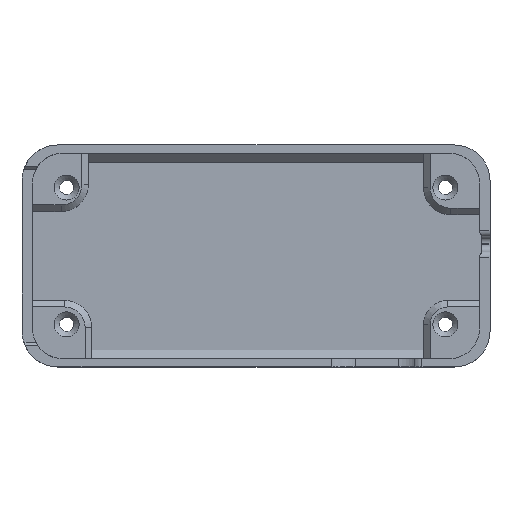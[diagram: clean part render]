
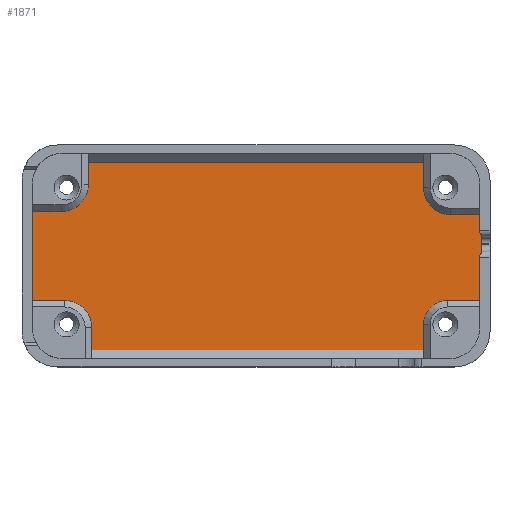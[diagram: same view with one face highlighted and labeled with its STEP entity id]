
A CAD part, top view. The second image highlights one B-rep face of the part: STEP entity #1871.
In plain terms, the highlighted planar face has unit normal (0, 0, 1).
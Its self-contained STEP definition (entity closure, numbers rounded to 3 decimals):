
#90=PLANE('',#2041);
#165=FACE_OUTER_BOUND('',#275,.T.);
#275=EDGE_LOOP('',(#1496,#1497,#1498,#1499,#1500,#1501,#1502,#1503,#1504,
#1505,#1506,#1507,#1508,#1509,#1510,#1511,#1512,#1513,#1514,#1515,#1516,
#1517,#1518));
#355=LINE('',#2794,#535);
#359=LINE('',#2802,#539);
#373=LINE('',#2839,#553);
#377=LINE('',#2847,#557);
#386=LINE('',#2866,#566);
#439=LINE('',#3069,#619);
#441=LINE('',#3079,#621);
#444=LINE('',#3087,#624);
#445=LINE('',#3089,#625);
#446=LINE('',#3095,#626);
#447=LINE('',#3098,#627);
#448=LINE('',#3103,#628);
#449=LINE('',#3105,#629);
#450=LINE('',#3107,#630);
#451=LINE('',#3109,#631);
#535=VECTOR('',#2215,10.);
#539=VECTOR('',#2221,10.);
#553=VECTOR('',#2247,10.);
#557=VECTOR('',#2253,10.);
#566=VECTOR('',#2266,10.);
#619=VECTOR('',#2427,10.);
#621=VECTOR('',#2439,10.);
#624=VECTOR('',#2446,10.);
#625=VECTOR('',#2447,10.);
#626=VECTOR('',#2452,10.);
#627=VECTOR('',#2455,10.);
#628=VECTOR('',#2460,10.);
#629=VECTOR('',#2461,10.);
#630=VECTOR('',#2462,10.);
#631=VECTOR('',#2463,10.);
#744=CIRCLE('',#2034,0.6);
#748=CIRCLE('',#2042,4.4);
#749=CIRCLE('',#2043,0.6);
#750=CIRCLE('',#2044,0.8);
#751=CIRCLE('',#2045,0.8);
#752=CIRCLE('',#2046,5.);
#753=CIRCLE('',#2047,5.);
#754=CIRCLE('',#2048,5.);
#811=VERTEX_POINT('',#2788);
#813=VERTEX_POINT('',#2792);
#816=VERTEX_POINT('',#2800);
#831=VERTEX_POINT('',#2833);
#833=VERTEX_POINT('',#2837);
#836=VERTEX_POINT('',#2845);
#844=VERTEX_POINT('',#2865);
#894=VERTEX_POINT('',#3053);
#895=VERTEX_POINT('',#3055);
#900=VERTEX_POINT('',#3067);
#903=VERTEX_POINT('',#3078);
#905=VERTEX_POINT('',#3084);
#906=VERTEX_POINT('',#3086);
#907=VERTEX_POINT('',#3088);
#908=VERTEX_POINT('',#3090);
#909=VERTEX_POINT('',#3092);
#910=VERTEX_POINT('',#3094);
#911=VERTEX_POINT('',#3097);
#912=VERTEX_POINT('',#3100);
#913=VERTEX_POINT('',#3102);
#914=VERTEX_POINT('',#3104);
#915=VERTEX_POINT('',#3106);
#916=VERTEX_POINT('',#3108);
#997=EDGE_CURVE('',#813,#811,#355,.T.);
#1001=EDGE_CURVE('',#813,#816,#359,.T.);
#1019=EDGE_CURVE('',#833,#831,#373,.T.);
#1023=EDGE_CURVE('',#833,#836,#377,.T.);
#1032=EDGE_CURVE('',#844,#811,#386,.T.);
#1111=EDGE_CURVE('',#894,#895,#744,.F.);
#1118=EDGE_CURVE('',#900,#894,#439,.T.);
#1123=EDGE_CURVE('',#903,#831,#441,.T.);
#1126=EDGE_CURVE('',#905,#816,#748,.F.);
#1127=EDGE_CURVE('',#905,#906,#444,.T.);
#1128=EDGE_CURVE('',#907,#906,#445,.T.);
#1129=EDGE_CURVE('',#908,#907,#749,.F.);
#1130=EDGE_CURVE('',#909,#908,#750,.T.);
#1131=EDGE_CURVE('',#910,#909,#446,.T.);
#1132=EDGE_CURVE('',#895,#910,#751,.T.);
#1133=EDGE_CURVE('',#900,#911,#447,.T.);
#1134=EDGE_CURVE('',#903,#911,#752,.F.);
#1135=EDGE_CURVE('',#912,#836,#753,.F.);
#1136=EDGE_CURVE('',#912,#913,#448,.T.);
#1137=EDGE_CURVE('',#914,#913,#449,.T.);
#1138=EDGE_CURVE('',#915,#914,#450,.T.);
#1139=EDGE_CURVE('',#915,#916,#451,.T.);
#1140=EDGE_CURVE('',#844,#916,#754,.F.);
#1496=ORIENTED_EDGE('',*,*,#997,.F.);
#1497=ORIENTED_EDGE('',*,*,#1001,.T.);
#1498=ORIENTED_EDGE('',*,*,#1126,.F.);
#1499=ORIENTED_EDGE('',*,*,#1127,.T.);
#1500=ORIENTED_EDGE('',*,*,#1128,.F.);
#1501=ORIENTED_EDGE('',*,*,#1129,.F.);
#1502=ORIENTED_EDGE('',*,*,#1130,.F.);
#1503=ORIENTED_EDGE('',*,*,#1131,.F.);
#1504=ORIENTED_EDGE('',*,*,#1132,.F.);
#1505=ORIENTED_EDGE('',*,*,#1111,.F.);
#1506=ORIENTED_EDGE('',*,*,#1118,.F.);
#1507=ORIENTED_EDGE('',*,*,#1133,.T.);
#1508=ORIENTED_EDGE('',*,*,#1134,.F.);
#1509=ORIENTED_EDGE('',*,*,#1123,.T.);
#1510=ORIENTED_EDGE('',*,*,#1019,.F.);
#1511=ORIENTED_EDGE('',*,*,#1023,.T.);
#1512=ORIENTED_EDGE('',*,*,#1135,.F.);
#1513=ORIENTED_EDGE('',*,*,#1136,.T.);
#1514=ORIENTED_EDGE('',*,*,#1137,.F.);
#1515=ORIENTED_EDGE('',*,*,#1138,.F.);
#1516=ORIENTED_EDGE('',*,*,#1139,.T.);
#1517=ORIENTED_EDGE('',*,*,#1140,.F.);
#1518=ORIENTED_EDGE('',*,*,#1032,.T.);
#1871=ADVANCED_FACE('',(#165),#90,.F.);
#2034=AXIS2_PLACEMENT_3D('',#3056,#2417,#2418);
#2041=AXIS2_PLACEMENT_3D('',#3083,#2442,#2443);
#2042=AXIS2_PLACEMENT_3D('',#3085,#2444,#2445);
#2043=AXIS2_PLACEMENT_3D('',#3091,#2448,#2449);
#2044=AXIS2_PLACEMENT_3D('',#3093,#2450,#2451);
#2045=AXIS2_PLACEMENT_3D('',#3096,#2453,#2454);
#2046=AXIS2_PLACEMENT_3D('',#3099,#2456,#2457);
#2047=AXIS2_PLACEMENT_3D('',#3101,#2458,#2459);
#2048=AXIS2_PLACEMENT_3D('',#3110,#2464,#2465);
#2215=DIRECTION('',(-1.,0.,0.));
#2221=DIRECTION('',(0.,1.,0.));
#2247=DIRECTION('',(1.,0.,0.));
#2253=DIRECTION('',(0.,-1.,0.));
#2266=DIRECTION('',(0.,-1.,0.));
#2417=DIRECTION('center_axis',(0.,0.,-1.));
#2418=DIRECTION('ref_axis',(-0.926,-0.378,0.));
#2427=DIRECTION('',(0.,-1.,0.));
#2439=DIRECTION('',(0.,1.,0.));
#2442=DIRECTION('center_axis',(0.,0.,-1.));
#2443=DIRECTION('ref_axis',(-1.,0.,0.));
#2444=DIRECTION('center_axis',(0.,0.,-1.));
#2445=DIRECTION('ref_axis',(-0.707,0.707,0.));
#2446=DIRECTION('',(1.,0.,0.));
#2447=DIRECTION('',(0.,-1.,0.));
#2448=DIRECTION('center_axis',(0.,0.,-1.));
#2449=DIRECTION('ref_axis',(-0.926,0.378,0.));
#2450=DIRECTION('center_axis',(0.,0.,-1.));
#2451=DIRECTION('ref_axis',(-1.,0.,0.));
#2452=DIRECTION('',(0.,-1.,0.));
#2453=DIRECTION('center_axis',(0.,0.,-1.));
#2454=DIRECTION('ref_axis',(1.,0.,0.));
#2455=DIRECTION('',(-1.,0.,0.));
#2456=DIRECTION('center_axis',(0.,0.,-1.));
#2457=DIRECTION('ref_axis',(-0.707,-0.707,0.));
#2458=DIRECTION('center_axis',(0.,0.,-1.));
#2459=DIRECTION('ref_axis',(0.707,-0.707,0.));
#2460=DIRECTION('',(-1.,0.,0.));
#2461=DIRECTION('',(0.,1.,0.));
#2462=DIRECTION('',(0.,1.,0.));
#2463=DIRECTION('',(1.,0.,0.));
#2464=DIRECTION('center_axis',(0.,0.,-1.));
#2465=DIRECTION('ref_axis',(0.707,0.707,0.));
#2788=CARTESIAN_POINT('',(109.502,-109.349,-31.943));
#2792=CARTESIAN_POINT('',(170.498,-109.349,-31.943));
#2794=CARTESIAN_POINT('',(178.374,-109.349,-31.943));
#2800=CARTESIAN_POINT('',(170.498,-104.648,-31.943));
#2802=CARTESIAN_POINT('',(170.498,-81.534,-31.943));
#2833=CARTESIAN_POINT('',(170.498,-74.8,-31.943));
#2837=CARTESIAN_POINT('',(108.902,-74.8,-31.943));
#2839=CARTESIAN_POINT('',(141.176,-74.8,-31.943));
#2845=CARTESIAN_POINT('',(108.902,-78.902,-31.943));
#2847=CARTESIAN_POINT('',(108.902,-100.409,-31.943));
#2865=CARTESIAN_POINT('',(109.502,-105.248,-31.943));
#2866=CARTESIAN_POINT('',(109.502,-100.409,-31.943));
#3053=CARTESIAN_POINT('',(180.8,-87.589,-31.943));
#3055=CARTESIAN_POINT('',(180.971,-88.009,-31.943));
#3056=CARTESIAN_POINT('Origin',(181.4,-87.589,-31.943));
#3067=CARTESIAN_POINT('',(180.8,-84.502,-31.943));
#3069=CARTESIAN_POINT('',(180.8,-84.385,-31.943));
#3078=CARTESIAN_POINT('',(170.498,-79.502,-31.943));
#3079=CARTESIAN_POINT('',(170.498,-81.534,-31.943));
#3083=CARTESIAN_POINT('Origin',(179.85,-89.869,-31.943));
#3084=CARTESIAN_POINT('',(174.898,-100.248,-31.943));
#3085=CARTESIAN_POINT('Origin',(174.898,-104.648,-31.943));
#3086=CARTESIAN_POINT('',(180.8,-100.248,-31.943));
#3087=CARTESIAN_POINT('',(180.325,-100.248,-31.943));
#3088=CARTESIAN_POINT('',(180.8,-92.149,-31.943));
#3089=CARTESIAN_POINT('',(180.8,-84.385,-31.943));
#3090=CARTESIAN_POINT('',(180.971,-91.729,-31.943));
#3091=CARTESIAN_POINT('Origin',(181.4,-92.149,-31.943));
#3092=CARTESIAN_POINT('',(181.2,-91.169,-31.943));
#3093=CARTESIAN_POINT('Origin',(180.4,-91.169,-31.943));
#3094=CARTESIAN_POINT('',(181.2,-88.569,-31.943));
#3095=CARTESIAN_POINT('',(181.2,-89.219,-31.943));
#3096=CARTESIAN_POINT('Origin',(180.4,-88.569,-31.943));
#3097=CARTESIAN_POINT('',(175.498,-84.502,-31.943));
#3098=CARTESIAN_POINT('',(139.225,-84.502,-31.943));
#3099=CARTESIAN_POINT('Origin',(175.498,-79.502,-31.943));
#3100=CARTESIAN_POINT('',(103.902,-83.902,-31.943));
#3101=CARTESIAN_POINT('Origin',(103.902,-78.902,-31.943));
#3102=CARTESIAN_POINT('',(98.6,-83.902,-31.943));
#3103=CARTESIAN_POINT('',(139.225,-83.902,-31.943));
#3104=CARTESIAN_POINT('',(98.6,-90.424,-31.943));
#3105=CARTESIAN_POINT('',(98.6,-90.146,-31.943));
#3106=CARTESIAN_POINT('',(98.6,-100.248,-31.943));
#3107=CARTESIAN_POINT('',(98.6,-97.555,-31.943));
#3108=CARTESIAN_POINT('',(104.502,-100.248,-31.943));
#3109=CARTESIAN_POINT('',(142.376,-100.248,-31.943));
#3110=CARTESIAN_POINT('Origin',(104.502,-105.248,-31.943));
